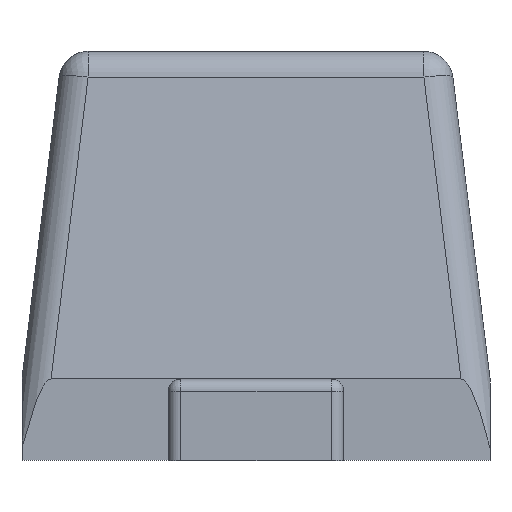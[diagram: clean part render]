
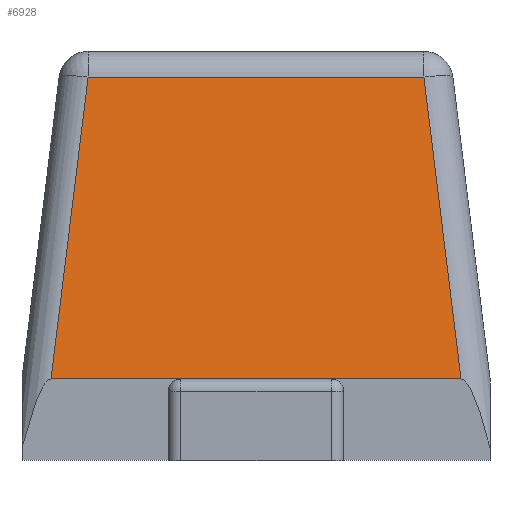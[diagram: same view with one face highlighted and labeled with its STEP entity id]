
A CAD part, left-side view. The second image highlights one B-rep face of the part: STEP entity #6928.
In plain terms, the highlighted planar face has unit normal (-0.993, 0, 0.122).
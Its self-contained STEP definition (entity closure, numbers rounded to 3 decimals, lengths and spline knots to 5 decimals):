
#722=PLANE('',#7395);
#933=FACE_OUTER_BOUND('',#1338,.T.);
#1338=EDGE_LOOP('',(#4924,#4925,#4926,#4927));
#1760=LINE('',#8893,#2377);
#1766=LINE('',#8921,#2383);
#1771=LINE('',#8935,#2388);
#1772=LINE('',#8936,#2389);
#2377=VECTOR('',#7749,0.57401);
#2383=VECTOR('',#7787,0.52382);
#2388=VECTOR('',#7806,0.70075);
#2389=VECTOR('',#7807,0.52382);
#3035=VERTEX_POINT('',#8887);
#3037=VERTEX_POINT('',#8891);
#3043=VERTEX_POINT('',#8919);
#3045=VERTEX_POINT('',#8934);
#3760=EDGE_CURVE('',#3037,#3035,#1760,.T.);
#3775=EDGE_CURVE('',#3043,#3037,#1766,.T.);
#3781=EDGE_CURVE('',#3043,#3045,#1771,.T.);
#3782=EDGE_CURVE('',#3035,#3045,#1772,.T.);
#4924=ORIENTED_EDGE('',*,*,#3760,.F.);
#4925=ORIENTED_EDGE('',*,*,#3775,.F.);
#4926=ORIENTED_EDGE('',*,*,#3781,.T.);
#4927=ORIENTED_EDGE('',*,*,#3782,.F.);
#6928=ADVANCED_FACE('',(#933),#722,.T.);
#7395=AXIS2_PLACEMENT_3D('',#8933,#7804,#7805);
#7749=DIRECTION('',(0.,-1.,0.));
#7787=DIRECTION('',(0.121,-0.121,0.985));
#7804=DIRECTION('center_axis',(-0.993,0.,0.122));
#7805=DIRECTION('ref_axis',(0.122,0.,0.993));
#7806=DIRECTION('',(0.,-1.,0.));
#7807=DIRECTION('',(-0.121,-0.121,-0.985));
#8887=CARTESIAN_POINT('',(-0.53663,-0.287,0.65609));
#8891=CARTESIAN_POINT('',(-0.53663,0.287,0.65609));
#8893=CARTESIAN_POINT('',(-0.53663,0.1,0.65609));
#8919=CARTESIAN_POINT('',(-0.6,0.35037,0.14));
#8921=CARTESIAN_POINT('',(-0.5588,0.30917,0.47554));
#8933=CARTESIAN_POINT('Origin',(-0.56562,0.2,0.42));
#8934=CARTESIAN_POINT('',(-0.6,-0.35037,0.14));
#8935=CARTESIAN_POINT('',(-0.6,0.2,0.14));
#8936=CARTESIAN_POINT('',(-0.56026,-0.31064,0.46362));
